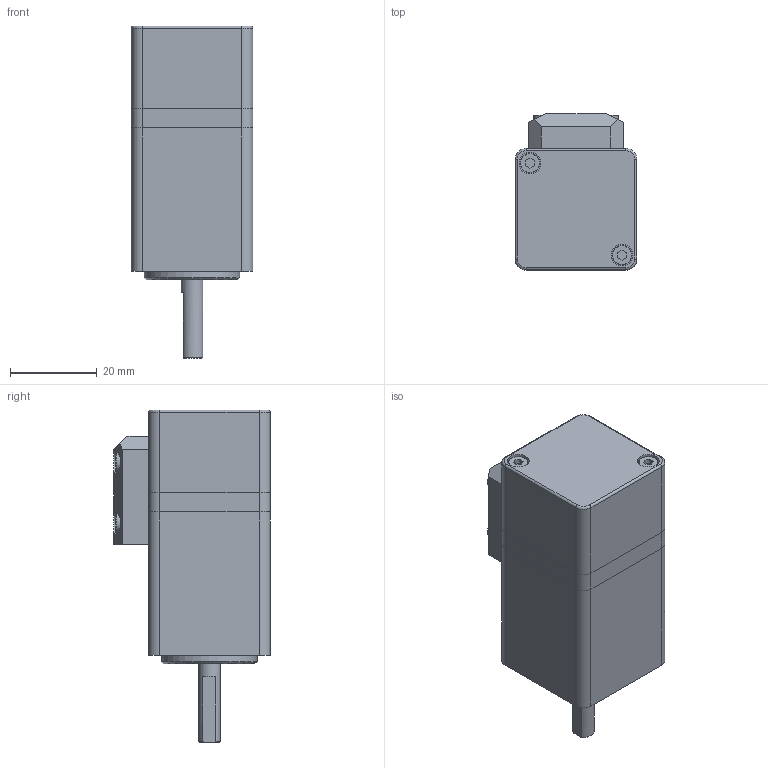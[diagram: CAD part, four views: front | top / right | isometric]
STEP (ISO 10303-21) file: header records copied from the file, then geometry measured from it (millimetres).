
FILE_DESCRIPTION (( 'STEP AP203' ), '1' );
FILE_NAME ('M28AIS57-24-C00140-B2-7.STEP', '2025-09-11T08:29:10', ( '¼¼Êõ03' ), ( 'HP Inc.' ), 'SwSTEP 2.0', 'SolidWorks 2020', '' );
FILE_SCHEMA (( 'CONFIG_CONTROL_DESIGN' ));
Length unit declared in the file: millimetre
Products named in the file (1): M28AIS57-24-C00140-B2-7
Bounding box: 28 x 36 x 76.5 mm (x, y, z)
Volume: 27000.9 mm3; surface area: 21445.5 mm2
Topology: 11 solids, 11 shells, 274 faces, 649 edges, 422 vertices
Faces by surface type: plane 134, cylinder 89, cone 33, torus 18
Full cylindrical faces by diameter (mm): 1.6 x2, 2.05 x14, 2.5 x6, 2.9 x8, 4 x2, 4.5 x6, 5 x10, 5.5 x1, 7 x2, 9 x1, 11 x1, 11.6 x1, 12 x1, 13 x1, 16 x2, 20 x1, 22 x1, 24.5 x1, 25 x2, 26 x2
Entity records: 7308 total; most frequent: CARTESIAN_POINT 1369, DIRECTION 1259, ORIENTED_EDGE 1000, EDGE_CURVE 500, AXIS2_PLACEMENT_3D 500, EDGE_LOOP 448, VERTEX_POINT 380, FACE_OUTER_BOUND 353
